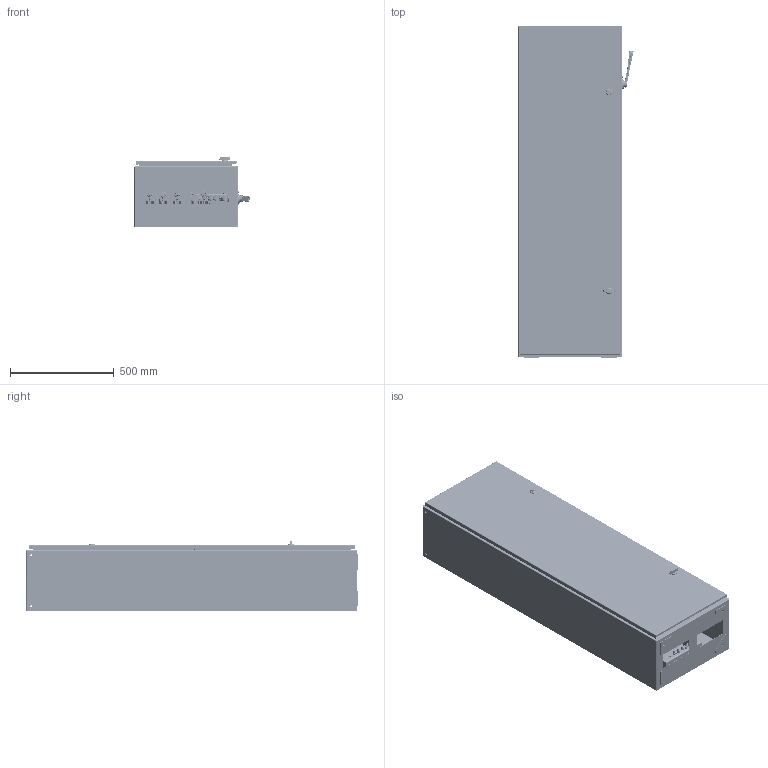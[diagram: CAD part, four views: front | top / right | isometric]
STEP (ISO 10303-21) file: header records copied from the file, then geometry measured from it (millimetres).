
FILE_DESCRIPTION (( 'STEP AP214' ), '1' );
FILE_NAME ('U45041200 ØÐÑ 1-01-5-54-Ó3-001 Óçîëà (450.000.037-03).STEP', '2025-06-24T11:34:48', ( '' ), ( '' ), 'SwSTEP 2.0', 'SolidWorks 2017', '' );
FILE_SCHEMA (( 'AUTOMOTIVE_DESIGN' ));
Length unit declared in the file: millimetre
Products named in the file (81): 鍔錓_7798_M8x25; 橡邃铛疣龛蝈朦 贤2_1_弽2-100; ������_��32_1_��32(250�); 000.130.054 Ñòåíêà âåðõíÿÿ ØÐÑ-1_00; 029-110 ﾊ煇鳫; 蹴濋趌5915_M6; 嵑殧趌6402_8; 010-107 眈翴錪; ﾊ濱ﾂﾐ32_2-1_00; 043-52 Êîíòàêò 100À ÈÇÌ_02; Çàêëåïêà_4.8å6; 嵑殧趌6402_6; 鎔艜 DIN 7981 娕ST5.5x13; 050.000.005 Êîðïóñ ØÐÑ 1-Ó3-001_02; 鎔艜_17473_M5x12; Øïëèíò_397_3,2å40; 嵑殧趌6402_5; 029-51-01 扰鍙欙樥燲00; 鎔艜_17473_M6x12; 040-30 盷縺螒00; 005-125 Ñòåíêà ïðàâàÿ ØÐÑ-1_00; 028-16 栴鍕趌00; 000.106.035 Êàðêàñ ØÐÑ-1_02; 041-33 Ïðóæèíà-êîëüöî; Ðóêîÿòêà_ÂÐ32_2_00; ﾇ瑟鶴 ﾇﾘ-1 (ﾟﾇﾘﾂ.8_L45)_01; 000.910.012 ﾊ煇鳫 ﾘﾐﾑ-1; ч瀁禬п-1_01; ��32-35�31250-32 ���3_��� ���; 029-52-01 扰鍙欙樥燲00; 024-133 Ïëàñòèíà 3õ70õ7_3å70å7; 029-157 扰鍙欙樥燲00; 000.620.001 Êîíòàêò-îñíîâàíèå 100À_100€; 055-11 赶鎀鍧_01; 004-177 Ñòåíêà ëåâàÿ ØÐÑ-1_00; 033-11 扻嬾臌趌01; 000.130.144 Ñòåíêà ïðàâàÿ ØÐÑ-1_00; Ãàéêà ïðèâàðíàÿ øåñòèãðàííàÿ Ì10 DIN 929; 056-54 椯鴀殣罻_00; 000.130.145 Ñòåíêà ëåâàÿ ØÐÑ-1_00 ...
Assembly tree (366 placements, depth 5):
  U45041200 ØÐÑ 1-01-5-54-Ó3-001 Óçîëà (450.000.037-03)
    050.000.005 Êîðïóñ ØÐÑ 1-Ó3-001_02
      000.106.035 Êàðêàñ ØÐÑ-1_02
        000.130.145 Ñòåíêà ëåâàÿ ØÐÑ-1_00
          004-177 Ñòåíêà ëåâàÿ ØÐÑ-1_00
          025-50 砑鳧罻  x4
          029-110 ﾊ煇鳫
          055-12 赶鎀鍧_02
        000.130.144 Ñòåíêà ïðàâàÿ ØÐÑ-1_00
          005-125 Ñòåíêà ïðàâàÿ ØÐÑ-1_00
          029-51-01 扰鍙欙樥燲00
          029-110 ﾊ煇鳫
        000.130.054 Ñòåíêà âåðõíÿÿ ØÐÑ-1_00
          002-71-02 Ñòåíêà ØÐÑ-1_02
          025-50 砑鳧罻
        003-52-02 Ñòåíêà ØÐÑ-1_02_01
        033-11 扻嬾臌趌01  x4
        000.910.012 ﾊ煇鳫 ﾘﾐﾑ-1  x6
          029-157 扰鍙欙樥燲00
          Ãàéêà ïðèâàðíàÿ øåñòèãðàííàÿ Ì10 DIN 929
        024-133 Ïëàñòèíà 3õ70õ7_3å70å7
      000.201.030 Äâåðêà ØÐÑ-1_02
        000.211.031 攜歑罻_00
          012-71 攜歑罻_00
          028-16 栴鍕趌00  x3
          040-30 盷縺螒00
          055-11 赶鎀鍧_01
        ﾇ瑟鶴 ﾇﾘ-1 (ﾟﾇﾘﾂ.8_L45)_01
          扻豵鵨_п-1
          ч瀁禬п-1_01
          嵑殧趌11371_6
          鎔艜_17473_M6x12
        ﾇ瑟鶴 ﾇﾘ-1 (ﾟﾇﾘﾂ.8_L45)_01
          扻豵鵨_п-1
          ч瀁禬п-1_01
          嵑殧趌11371_6
          鎔艜_17473_M6x12
          Ðóêîÿòêà_ÇØ-1
      029-52-01 扰鍙欙樥燲00
      010-107 眈翴錪  x3
      嵑殧趌11371_10  x6
      嵑殧趌6402_10  x6
      鍔錓_7798_M10x16  x6
      028-73 栴鍕趌00  x3
      鎔艜 DIN 7981 娕ST5.5x13  x4
      Øïëèíò_397_3,2å40  x3
      Çàêëåïêà_4.8å6  x6
    000.402.028 嵙縺 N 250餛00
      000.402.029 嵙縺 250餛00
        024-88 砑僔蠂縺_00
        鍔錓_7798_M8x25  x6
        嵑殧趌11371_8  x6
        嵑殧趌6402_8  x6
        蹴濋趌5915_M8  x6
      Èçîëÿòîð SM_SM30  x2
      嵑殧趌11371_8  x2
      嵑殧趌6402_8  x2
      鍔錓_7798_M8x12  x2
    嵑殧趌11371_8  x10
    嵑殧趌6402_8  x10
Bounding box: 556.01 x 1602.4 x 342 mm (x, y, z)
Volume: 8663252.1 mm3; surface area: 8603048.3 mm2
Topology: 825 solids, 827 shells, 16688 faces, 39896 edges, 25441 vertices
Faces by surface type: plane 9566, cylinder 5622, bspline 931, torus 289, sphere 158, cone 122
Entity records: 202989 total; most frequent: CARTESIAN_POINT 101252, ORIENTED_EDGE 20810, DIRECTION 18162, EDGE_CURVE 10405, VERTEX_POINT 6679, VECTOR 6646, LINE 6646, AXIS2_PLACEMENT_3D 5758
